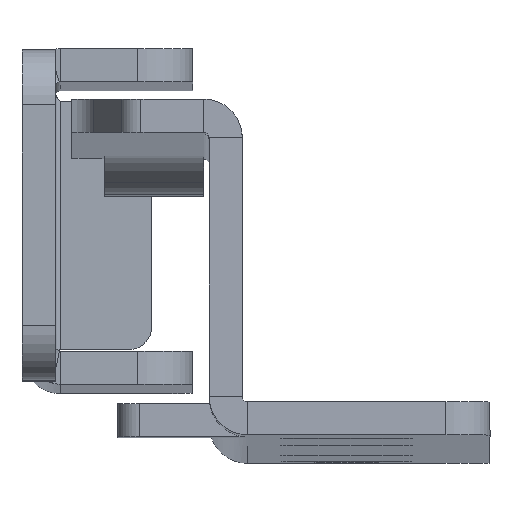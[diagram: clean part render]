
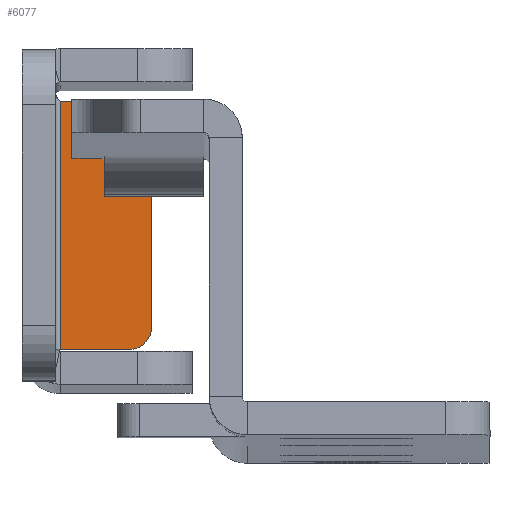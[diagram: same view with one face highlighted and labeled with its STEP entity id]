
A CAD part, top view. The second image highlights one B-rep face of the part: STEP entity #6077.
In plain terms, the highlighted planar face has unit normal (0, 0, 1).
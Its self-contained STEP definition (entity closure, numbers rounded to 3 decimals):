
#203 = VERTEX_POINT ( 'NONE', #1093 ) ;
#639 = DIRECTION ( 'NONE',  ( -1., 0., 0. ) ) ;
#693 = CARTESIAN_POINT ( 'NONE',  ( 3.5, 11.266, -547. ) ) ;
#769 = CARTESIAN_POINT ( 'NONE',  ( -545.25, 26., -547. ) ) ;
#798 = AXIS2_PLACEMENT_3D ( 'NONE', #769, #2878, #1362 ) ;
#914 = CIRCLE ( 'NONE', #3557, 2. ) ;
#1052 = DIRECTION ( 'NONE',  ( 1., 0., 0. ) ) ;
#1070 = ORIENTED_EDGE ( 'NONE', *, *, #5531, .F. ) ;
#1083 = DIRECTION ( 'NONE',  ( 1., 0., 0. ) ) ;
#1089 = DIRECTION ( 'NONE',  ( -1., 0., 0. ) ) ;
#1093 = CARTESIAN_POINT ( 'NONE',  ( 3.75, -11.25, -547. ) ) ;
#1100 = ORIENTED_EDGE ( 'NONE', *, *, #1107, .F. ) ;
#1107 = EDGE_CURVE ( 'NONE', #2792, #6504, #914, .T. ) ;
#1177 = EDGE_LOOP ( 'NONE', ( #1729, #1070, #4442, #1621, #5317, #3213, #2976, #1100 ) ) ;
#1199 = CARTESIAN_POINT ( 'NONE',  ( 3.75, -13.25, -547. ) ) ;
#1228 = DIRECTION ( 'NONE',  ( -1., 0., 0. ) ) ;
#1313 = EDGE_CURVE ( 'NONE', #4357, #3601, #4455, .T. ) ;
#1362 = DIRECTION ( 'NONE',  ( -1., 0., 0. ) ) ;
#1419 = CARTESIAN_POINT ( 'NONE',  ( 3.5, -11.266, -547. ) ) ;
#1621 = ORIENTED_EDGE ( 'NONE', *, *, #5101, .F. ) ;
#1729 = ORIENTED_EDGE ( 'NONE', *, *, #4968, .F. ) ;
#1911 = CIRCLE ( 'NONE', #3448, 2. ) ;
#2018 = VECTOR ( 'NONE', #5496, 1000. ) ;
#2030 = CIRCLE ( 'NONE', #2478, 2. ) ;
#2273 = CARTESIAN_POINT ( 'NONE',  ( 9.75, -11.25, -547. ) ) ;
#2430 = EDGE_CURVE ( 'NONE', #5960, #203, #5118, .T. ) ;
#2478 = AXIS2_PLACEMENT_3D ( 'NONE', #4651, #3593, #1083 ) ;
#2507 = LINE ( 'NONE', #2572, #4541 ) ;
#2572 = CARTESIAN_POINT ( 'NONE',  ( 3.75, 11.25, -547. ) ) ;
#2792 = VERTEX_POINT ( 'NONE', #693 ) ;
#2878 = DIRECTION ( 'NONE',  ( 0., 0., -1. ) ) ;
#2961 = DIRECTION ( 'NONE',  ( 0., 1., 0. ) ) ;
#2976 = ORIENTED_EDGE ( 'NONE', *, *, #6322, .F. ) ;
#3107 = VECTOR ( 'NONE', #1089, 1000. ) ;
#3133 = VERTEX_POINT ( 'NONE', #1419 ) ;
#3213 = ORIENTED_EDGE ( 'NONE', *, *, #3956, .F. ) ;
#3448 = AXIS2_PLACEMENT_3D ( 'NONE', #6286, #3702, #1052 ) ;
#3557 = AXIS2_PLACEMENT_3D ( 'NONE', #5262, #6256, #639 ) ;
#3593 = DIRECTION ( 'NONE',  ( 0., 0., -1. ) ) ;
#3601 = VERTEX_POINT ( 'NONE', #5119 ) ;
#3702 = DIRECTION ( 'NONE',  ( 0., 0., -1. ) ) ;
#3892 = VERTEX_POINT ( 'NONE', #4556 ) ;
#3956 = EDGE_CURVE ( 'NONE', #3892, #3601, #2030, .T. ) ;
#3959 = FACE_OUTER_BOUND ( 'NONE', #1177, .T. ) ;
#4094 = CARTESIAN_POINT ( 'NONE',  ( 11.75, -9.25, -547. ) ) ;
#4357 = VERTEX_POINT ( 'NONE', #4094 ) ;
#4358 = CARTESIAN_POINT ( 'NONE',  ( 3.5, 26., -547. ) ) ;
#4442 = ORIENTED_EDGE ( 'NONE', *, *, #2430, .F. ) ;
#4455 = LINE ( 'NONE', #5980, #2018 ) ;
#4463 = LINE ( 'NONE', #4358, #5512 ) ;
#4541 = VECTOR ( 'NONE', #6646, 1000. ) ;
#4556 = CARTESIAN_POINT ( 'NONE',  ( 9.75, 11.25, -547. ) ) ;
#4651 = CARTESIAN_POINT ( 'NONE',  ( 9.75, 9.25, -547. ) ) ;
#4968 = EDGE_CURVE ( 'NONE', #3133, #2792, #4463, .T. ) ;
#5101 = EDGE_CURVE ( 'NONE', #4357, #5960, #1911, .T. ) ;
#5118 = LINE ( 'NONE', #6682, #3107 ) ;
#5119 = CARTESIAN_POINT ( 'NONE',  ( 11.75, 9.25, -547. ) ) ;
#5262 = CARTESIAN_POINT ( 'NONE',  ( 3.75, 13.25, -547. ) ) ;
#5265 = DIRECTION ( 'NONE',  ( 0., 0., 1. ) ) ;
#5293 = CIRCLE ( 'NONE', #6705, 2. ) ;
#5317 = ORIENTED_EDGE ( 'NONE', *, *, #1313, .T. ) ;
#5352 = CARTESIAN_POINT ( 'NONE',  ( 3.75, 11.25, -547. ) ) ;
#5496 = DIRECTION ( 'NONE',  ( 0., 1., 0. ) ) ;
#5512 = VECTOR ( 'NONE', #2961, 1000. ) ;
#5531 = EDGE_CURVE ( 'NONE', #203, #3133, #5293, .T. ) ;
#5960 = VERTEX_POINT ( 'NONE', #2273 ) ;
#5980 = CARTESIAN_POINT ( 'NONE',  ( 11.75, -26., -547. ) ) ;
#6040 = PLANE ( 'NONE',  #798 ) ;
#6077 = ADVANCED_FACE ( 'NONE', ( #3959 ), #6040, .F. ) ;
#6256 = DIRECTION ( 'NONE',  ( 0., 0., 1. ) ) ;
#6286 = CARTESIAN_POINT ( 'NONE',  ( 9.75, -9.25, -547. ) ) ;
#6322 = EDGE_CURVE ( 'NONE', #6504, #3892, #2507, .T. ) ;
#6504 = VERTEX_POINT ( 'NONE', #5352 ) ;
#6646 = DIRECTION ( 'NONE',  ( 1., 0., 0. ) ) ;
#6682 = CARTESIAN_POINT ( 'NONE',  ( 9.75, -11.25, -547. ) ) ;
#6705 = AXIS2_PLACEMENT_3D ( 'NONE', #1199, #5265, #1228 ) ;
